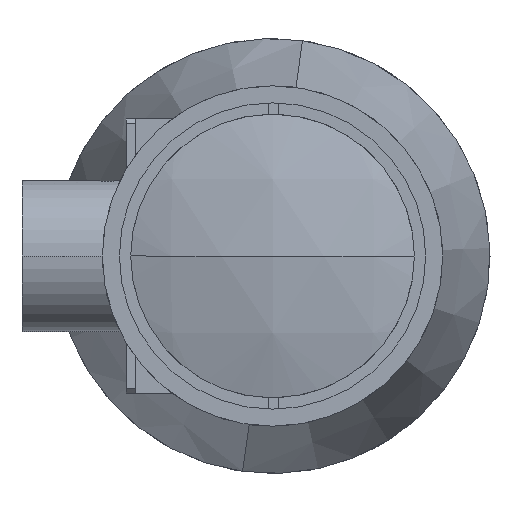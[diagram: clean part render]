
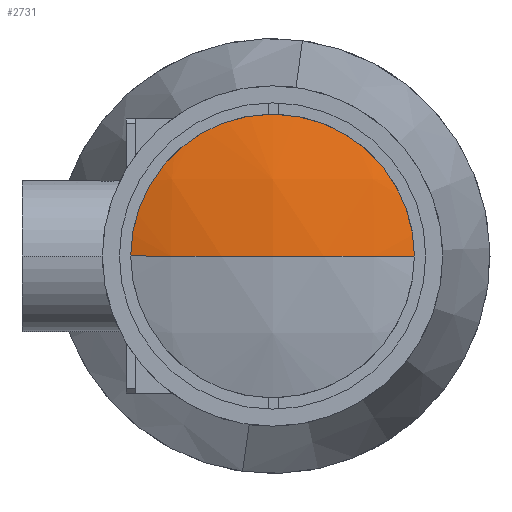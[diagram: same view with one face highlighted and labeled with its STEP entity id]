
A CAD part, left-side view. The second image highlights one B-rep face of the part: STEP entity #2731.
In plain terms, the highlighted spherical face has radius 49.918 mm.
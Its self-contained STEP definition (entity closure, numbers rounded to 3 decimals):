
#81 = AXIS2_PLACEMENT_3D ( 'NONE', #3340, #1553, #3630 ) ;
#173 = CIRCLE ( 'NONE', #81, 49.918 ) ;
#363 = CARTESIAN_POINT ( 'NONE',  ( 2.685, 0., 0. ) ) ;
#373 = AXIS2_PLACEMENT_3D ( 'NONE', #3079, #409, #1298 ) ;
#381 = VERTEX_POINT ( 'NONE', #2925 ) ;
#409 = DIRECTION ( 'NONE',  ( 0., 0., 1. ) ) ;
#678 = AXIS2_PLACEMENT_3D ( 'NONE', #689, #2770, #980 ) ;
#689 = CARTESIAN_POINT ( 'NONE',  ( 5.319, 0., 0. ) ) ;
#710 = CARTESIAN_POINT ( 'NONE',  ( 5.319, -16., 0. ) ) ;
#717 = ORIENTED_EDGE ( 'NONE', *, *, #3782, .T. ) ;
#980 = DIRECTION ( 'NONE',  ( 0., 0., 1. ) ) ;
#1012 = EDGE_CURVE ( 'NONE', #381, #3751, #173, .T. ) ;
#1061 = EDGE_LOOP ( 'NONE', ( #717, #2684, #2369 ) ) ;
#1132 = VERTEX_POINT ( 'NONE', #710 ) ;
#1223 = FACE_OUTER_BOUND ( 'NONE', #1061, .T. ) ;
#1298 = DIRECTION ( 'NONE',  ( 0., -1., 0. ) ) ;
#1417 = CIRCLE ( 'NONE', #2956, 49.918 ) ;
#1553 = DIRECTION ( 'NONE',  ( 0., 0., 1. ) ) ;
#1625 = DIRECTION ( 'NONE',  ( 0., 0., -1. ) ) ;
#2369 = ORIENTED_EDGE ( 'NONE', *, *, #2919, .F. ) ;
#2684 = ORIENTED_EDGE ( 'NONE', *, *, #1012, .T. ) ;
#2731 = ADVANCED_FACE ( 'NONE', ( #1223 ), #3589, .T. ) ;
#2770 = DIRECTION ( 'NONE',  ( -1., 0., 0. ) ) ;
#2919 = EDGE_CURVE ( 'NONE', #1132, #3751, #1417, .T. ) ;
#2925 = CARTESIAN_POINT ( 'NONE',  ( 5.319, 16., 0. ) ) ;
#2955 = CIRCLE ( 'NONE', #678, 16. ) ;
#2956 = AXIS2_PLACEMENT_3D ( 'NONE', #3414, #1625, #3699 ) ;
#3079 = CARTESIAN_POINT ( 'NONE',  ( 52.603, 0., 0. ) ) ;
#3340 = CARTESIAN_POINT ( 'NONE',  ( 52.603, 0., 0. ) ) ;
#3414 = CARTESIAN_POINT ( 'NONE',  ( 52.603, 0., 0. ) ) ;
#3589 = SPHERICAL_SURFACE ( 'NONE', #373, 49.918 ) ;
#3630 = DIRECTION ( 'NONE',  ( 0., -1., 0. ) ) ;
#3699 = DIRECTION ( 'NONE',  ( -1., 0., 0. ) ) ;
#3751 = VERTEX_POINT ( 'NONE', #363 ) ;
#3782 = EDGE_CURVE ( 'NONE', #1132, #381, #2955, .T. ) ;
